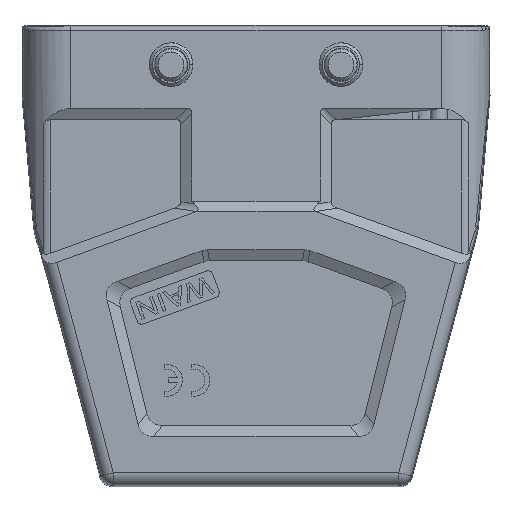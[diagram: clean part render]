
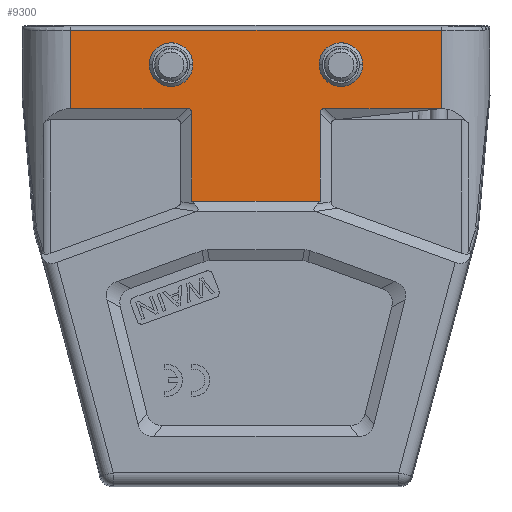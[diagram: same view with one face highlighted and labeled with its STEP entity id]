
A CAD part, front view. The second image highlights one B-rep face of the part: STEP entity #9300.
In plain terms, the highlighted planar face has unit normal (0, -1, 0).
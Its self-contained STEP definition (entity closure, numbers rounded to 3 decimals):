
#452=DIRECTION('',(0.,0.,1.));
#453=VECTOR('',#452,12.217);
#454=CARTESIAN_POINT('',(28.878,-21.5,-13.));
#455=LINE('',#454,#453);
#466=CARTESIAN_POINT('',(28.878,-21.5,
-0.783));
#481=DIRECTION('',(-1.,0.,0.));
#482=VECTOR('',#481,57.755);
#483=CARTESIAN_POINT('',(28.878,-21.5,
-0.783));
#484=LINE('',#483,#482);
#489=DIRECTION('',(-1.,0.,0.));
#490=VECTOR('',#489,18.128);
#491=CARTESIAN_POINT('',(28.878,-21.5,-13.));
#492=LINE('',#491,#490);
#493=CARTESIAN_POINT('',(10.75,-21.5,-13.));
#494=CARTESIAN_POINT('',(10.5,-21.5,-13.));
#495=CARTESIAN_POINT('',(10.138,-21.5,-13.138));
#496=CARTESIAN_POINT('',(10.,-21.5,-13.5));
#497=CARTESIAN_POINT('',(10.,-21.5,-13.75));
#499=DIRECTION('',(0.,0.,-1.));
#500=VECTOR('',#499,13.706);
#501=CARTESIAN_POINT('',(10.,-21.5,-13.75));
#502=LINE('',#501,#500);
#503=DIRECTION('',(0.,0.,1.));
#504=VECTOR('',#503,13.706);
#505=CARTESIAN_POINT('',(-10.,-21.5,-27.456));
#506=LINE('',#505,#504);
#507=CARTESIAN_POINT('',(-10.,-21.5,-13.75));
#508=CARTESIAN_POINT('',(-10.,-21.5,-13.5));
#509=CARTESIAN_POINT('',(-10.138,-21.5,-13.138));
#510=CARTESIAN_POINT('',(-10.5,-21.5,-13.));
#511=CARTESIAN_POINT('',(-10.75,-21.5,-13.));
#513=DIRECTION('',(-1.,0.,0.));
#514=VECTOR('',#513,18.128);
#515=CARTESIAN_POINT('',(-10.75,-21.5,-13.));
#516=LINE('',#515,#514);
#517=CARTESIAN_POINT('',(16.65,-21.5,-6.139));
#518=CARTESIAN_POINT('',(16.65,-21.5,-5.858));
#519=CARTESIAN_POINT('',(16.582,-21.5,-5.315));
#520=CARTESIAN_POINT('',(16.288,-21.5,-4.538));
#521=CARTESIAN_POINT('',(15.815,-21.5,-3.857));
#522=CARTESIAN_POINT('',(15.205,-21.5,-3.318));
#523=CARTESIAN_POINT('',(14.476,-21.5,-2.932));
#524=CARTESIAN_POINT('',(13.675,-21.5,-2.732));
#525=CARTESIAN_POINT('',(12.851,-21.5,-2.729));
#526=CARTESIAN_POINT('',(12.05,-21.5,-2.922));
#527=CARTESIAN_POINT('',(11.316,-21.5,-3.302));
#528=CARTESIAN_POINT('',(10.698,-21.5,-3.843));
#529=CARTESIAN_POINT('',(10.216,-21.5,-4.528));
#530=CARTESIAN_POINT('',(9.918,-21.5,-5.313));
#531=CARTESIAN_POINT('',(9.85,-21.5,-5.857));
#532=CARTESIAN_POINT('',(9.85,-21.5,-6.139));
#534=CARTESIAN_POINT('',(9.85,-21.5,-6.139));
#535=CARTESIAN_POINT('',(9.85,-21.5,-6.42));
#536=CARTESIAN_POINT('',(9.918,-21.5,-6.963));
#537=CARTESIAN_POINT('',(10.212,-21.5,-7.74));
#538=CARTESIAN_POINT('',(10.685,-21.5,-8.42));
#539=CARTESIAN_POINT('',(11.295,-21.5,-8.96));
#540=CARTESIAN_POINT('',(12.024,-21.5,-9.346));
#541=CARTESIAN_POINT('',(12.825,-21.5,-9.546));
#542=CARTESIAN_POINT('',(13.649,-21.5,-9.549));
#543=CARTESIAN_POINT('',(14.45,-21.5,-9.356));
#544=CARTESIAN_POINT('',(15.184,-21.5,-8.975));
#545=CARTESIAN_POINT('',(15.802,-21.5,-8.435));
#546=CARTESIAN_POINT('',(16.284,-21.5,-7.749));
#547=CARTESIAN_POINT('',(16.582,-21.5,-6.965));
#548=CARTESIAN_POINT('',(16.65,-21.5,-6.42));
#549=CARTESIAN_POINT('',(16.65,-21.5,-6.139));
#551=CARTESIAN_POINT('',(-9.85,-21.5,-6.139));
#552=CARTESIAN_POINT('',(-9.85,-21.5,-5.858));
#553=CARTESIAN_POINT('',(-9.918,-21.5,-5.315));
#554=CARTESIAN_POINT('',(-10.212,-21.5,-4.538));
#555=CARTESIAN_POINT('',(-10.685,-21.5,-3.857));
#556=CARTESIAN_POINT('',(-11.295,-21.5,-3.318));
#557=CARTESIAN_POINT('',(-12.024,-21.5,-2.932));
#558=CARTESIAN_POINT('',(-12.825,-21.5,-2.732));
#559=CARTESIAN_POINT('',(-13.649,-21.5,-2.729));
#560=CARTESIAN_POINT('',(-14.45,-21.5,-2.922));
#561=CARTESIAN_POINT('',(-15.184,-21.5,-3.302));
#562=CARTESIAN_POINT('',(-15.802,-21.5,-3.843));
#563=CARTESIAN_POINT('',(-16.284,-21.5,-4.528));
#564=CARTESIAN_POINT('',(-16.582,-21.5,-5.313));
#565=CARTESIAN_POINT('',(-16.65,-21.5,-5.857));
#566=CARTESIAN_POINT('',(-16.65,-21.5,-6.139));
#568=CARTESIAN_POINT('',(-16.65,-21.5,-6.139));
#569=CARTESIAN_POINT('',(-16.65,-21.5,-6.42));
#570=CARTESIAN_POINT('',(-16.582,-21.5,-6.963));
#571=CARTESIAN_POINT('',(-16.288,-21.5,-7.74));
#572=CARTESIAN_POINT('',(-15.815,-21.5,-8.42));
#573=CARTESIAN_POINT('',(-15.205,-21.5,-8.96));
#574=CARTESIAN_POINT('',(-14.476,-21.5,-9.346));
#575=CARTESIAN_POINT('',(-13.675,-21.5,-9.546));
#576=CARTESIAN_POINT('',(-12.851,-21.5,-9.549));
#577=CARTESIAN_POINT('',(-12.05,-21.5,-9.356));
#578=CARTESIAN_POINT('',(-11.316,-21.5,-8.975));
#579=CARTESIAN_POINT('',(-10.698,-21.5,-8.435));
#580=CARTESIAN_POINT('',(-10.216,-21.5,-7.749));
#581=CARTESIAN_POINT('',(-9.918,-21.5,-6.965));
#582=CARTESIAN_POINT('',(-9.85,-21.5,-6.42));
#583=CARTESIAN_POINT('',(-9.85,-21.5,-6.139));
#585=CARTESIAN_POINT('',(28.878,-21.5,-13.));
#933=DIRECTION('',(0.,0.,-1.));
#934=VECTOR('',#933,12.217);
#935=CARTESIAN_POINT('',(-28.878,-21.5,
-0.783));
#936=LINE('',#935,#934);
#4536=DIRECTION('',(1.,0.,0.));
#4537=VECTOR('',#4536,20.);
#4538=CARTESIAN_POINT('',(-10.,-21.5,-27.456));
#4539=LINE('',#4538,#4537);
#7316=VERTEX_POINT('',#466);
#7321=VERTEX_POINT('',#585);
#7325=CARTESIAN_POINT('',(-28.878,-21.5,
-0.783));
#7326=VERTEX_POINT('',#7325);
#7329=CARTESIAN_POINT('',(10.75,-21.5,-13.));
#7330=VERTEX_POINT('',#7329);
#7331=VERTEX_POINT('',#497);
#7332=CARTESIAN_POINT('',(10.,-21.5,-27.456));
#7333=VERTEX_POINT('',#7332);
#7334=CARTESIAN_POINT('',(-10.,-21.5,-27.456));
#7335=VERTEX_POINT('',#7334);
#7336=CARTESIAN_POINT('',(-10.,-21.5,-13.75));
#7337=VERTEX_POINT('',#7336);
#7338=VERTEX_POINT('',#511);
#7339=CARTESIAN_POINT('',(-28.878,-21.5,-13.));
#7340=VERTEX_POINT('',#7339);
#7341=VERTEX_POINT('',#517);
#7342=VERTEX_POINT('',#532);
#7343=VERTEX_POINT('',#551);
#7344=VERTEX_POINT('',#566);
#9263=CARTESIAN_POINT('',(0.,-21.5,0.));
#9264=DIRECTION('',(0.,1.,0.));
#9265=DIRECTION('',(-1.,0.,0.));
#9266=AXIS2_PLACEMENT_3D('',#9263,#9264,#9265);
#9267=PLANE('',#9266);
#9268=ORIENTED_EDGE('',*,*,#9253,.F.);
#9269=ORIENTED_EDGE('',*,*,#9228,.F.);
#9271=ORIENTED_EDGE('',*,*,#9270,.T.);
#9273=ORIENTED_EDGE('',*,*,#9272,.T.);
#9275=ORIENTED_EDGE('',*,*,#9274,.T.);
#9277=ORIENTED_EDGE('',*,*,#9276,.F.);
#9279=ORIENTED_EDGE('',*,*,#9278,.T.);
#9281=ORIENTED_EDGE('',*,*,#9280,.T.);
#9283=ORIENTED_EDGE('',*,*,#9282,.T.);
#9285=ORIENTED_EDGE('',*,*,#9284,.F.);
#9286=EDGE_LOOP('',(#9268,#9269,#9271,#9273,#9275,#9277,#9279,#9281,#9283,
#9285));
#9287=FACE_OUTER_BOUND('',#9286,.F.);
#9289=ORIENTED_EDGE('',*,*,#9288,.T.);
#9291=ORIENTED_EDGE('',*,*,#9290,.T.);
#9292=EDGE_LOOP('',(#9289,#9291));
#9293=FACE_BOUND('',#9292,.F.);
#9295=ORIENTED_EDGE('',*,*,#9294,.T.);
#9297=ORIENTED_EDGE('',*,*,#9296,.T.);
#9298=EDGE_LOOP('',(#9295,#9297));
#9299=FACE_BOUND('',#9298,.F.);
#9300=ADVANCED_FACE('',(#9287,#9293,#9299),#9267,.F.);
#498=B_SPLINE_CURVE_WITH_KNOTS('',3,(#493,#494,#495,#496,#497),.UNSPECIFIED.,
.F.,.F.,(4,1,4),(0.,0.5,1.),.UNSPECIFIED.);
#512=B_SPLINE_CURVE_WITH_KNOTS('',3,(#507,#508,#509,#510,#511),.UNSPECIFIED.,
.F.,.F.,(4,1,4),(0.,0.5,1.),.UNSPECIFIED.);
#533=B_SPLINE_CURVE_WITH_KNOTS('',3,(#517,#518,#519,#520,#521,#522,#523,#524,
#525,#526,#527,#528,#529,#530,#531,#532),.UNSPECIFIED.,.F.,.F.,(4,1,1,1,1,1,1,1,
1,1,1,1,1,4),(0.,0.077,0.154,0.231,
0.308,0.385,0.462,0.538,
0.615,0.692,0.769,0.846,
0.923,1.),.UNSPECIFIED.);
#550=B_SPLINE_CURVE_WITH_KNOTS('',3,(#534,#535,#536,#537,#538,#539,#540,#541,
#542,#543,#544,#545,#546,#547,#548,#549),.UNSPECIFIED.,.F.,.F.,(4,1,1,1,1,1,1,1,
1,1,1,1,1,4),(0.,0.077,0.154,0.231,
0.308,0.385,0.462,0.538,
0.615,0.692,0.769,0.846,
0.923,1.),.UNSPECIFIED.);
#567=B_SPLINE_CURVE_WITH_KNOTS('',3,(#551,#552,#553,#554,#555,#556,#557,#558,
#559,#560,#561,#562,#563,#564,#565,#566),.UNSPECIFIED.,.F.,.F.,(4,1,1,1,1,1,1,1,
1,1,1,1,1,4),(0.,0.077,0.154,0.231,
0.308,0.385,0.462,0.538,
0.615,0.692,0.769,0.846,
0.923,1.),.UNSPECIFIED.);
#584=B_SPLINE_CURVE_WITH_KNOTS('',3,(#568,#569,#570,#571,#572,#573,#574,#575,
#576,#577,#578,#579,#580,#581,#582,#583),.UNSPECIFIED.,.F.,.F.,(4,1,1,1,1,1,1,1,
1,1,1,1,1,4),(0.,0.077,0.154,0.231,
0.308,0.385,0.462,0.538,
0.615,0.692,0.769,0.846,
0.923,1.),.UNSPECIFIED.);
#9228=EDGE_CURVE('',#7321,#7316,#455,.T.);
#9253=EDGE_CURVE('',#7316,#7326,#484,.T.);
#9270=EDGE_CURVE('',#7321,#7330,#492,.T.);
#9272=EDGE_CURVE('',#7330,#7331,#498,.T.);
#9274=EDGE_CURVE('',#7331,#7333,#502,.T.);
#9276=EDGE_CURVE('',#7335,#7333,#4539,.T.);
#9278=EDGE_CURVE('',#7335,#7337,#506,.T.);
#9280=EDGE_CURVE('',#7337,#7338,#512,.T.);
#9282=EDGE_CURVE('',#7338,#7340,#516,.T.);
#9284=EDGE_CURVE('',#7326,#7340,#936,.T.);
#9288=EDGE_CURVE('',#7341,#7342,#533,.T.);
#9290=EDGE_CURVE('',#7342,#7341,#550,.T.);
#9294=EDGE_CURVE('',#7343,#7344,#567,.T.);
#9296=EDGE_CURVE('',#7344,#7343,#584,.T.);
